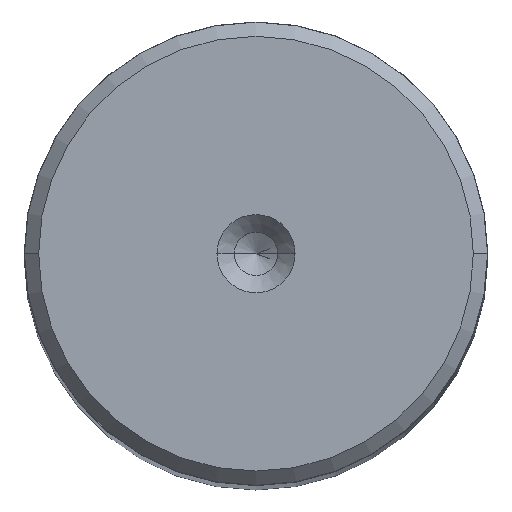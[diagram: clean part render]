
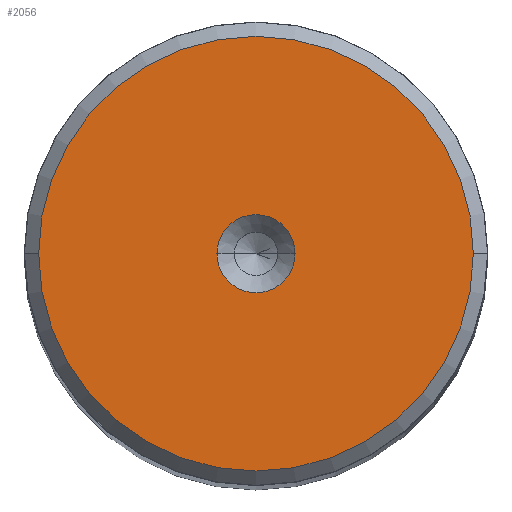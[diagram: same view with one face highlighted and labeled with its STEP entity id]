
A CAD part, top view. The second image highlights one B-rep face of the part: STEP entity #2056.
In plain terms, the highlighted planar face has unit normal (0, 0, 1).
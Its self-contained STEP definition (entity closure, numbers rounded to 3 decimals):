
#3 = DIRECTION ( 'NONE',  ( 0., 0., 1. ) ) ;
#19 = DIRECTION ( 'NONE',  ( 0., 0., 1. ) ) ;
#112 = EDGE_CURVE ( 'NONE', #448, #896, #412, .T. ) ;
#164 = AXIS2_PLACEMENT_3D ( 'NONE', #372, #19, #208 ) ;
#194 = DIRECTION ( 'NONE',  ( 1., 0., 0. ) ) ;
#208 = DIRECTION ( 'NONE',  ( 1., 0., 0. ) ) ;
#220 = CARTESIAN_POINT ( 'NONE',  ( -2.7, 0., 180. ) ) ;
#300 = VERTEX_POINT ( 'NONE', #318 ) ;
#318 = CARTESIAN_POINT ( 'NONE',  ( -15.012, 0., 180. ) ) ;
#340 = CARTESIAN_POINT ( 'NONE',  ( 0., 0., 180. ) ) ;
#372 = CARTESIAN_POINT ( 'NONE',  ( 0., 0., 180. ) ) ;
#377 = AXIS2_PLACEMENT_3D ( 'NONE', #2168, #456, #1996 ) ;
#412 = CIRCLE ( 'NONE', #377, 2.7 ) ;
#446 = ORIENTED_EDGE ( 'NONE', *, *, #112, .F. ) ;
#448 = VERTEX_POINT ( 'NONE', #725 ) ;
#456 = DIRECTION ( 'NONE',  ( 0., 0., 1. ) ) ;
#493 = FACE_OUTER_BOUND ( 'NONE', #685, .T. ) ;
#563 = PLANE ( 'NONE',  #164 ) ;
#677 = AXIS2_PLACEMENT_3D ( 'NONE', #1781, #2360, #1753 ) ;
#685 = EDGE_LOOP ( 'NONE', ( #1541, #1345 ) ) ;
#725 = CARTESIAN_POINT ( 'NONE',  ( 2.7, 0., 180. ) ) ;
#896 = VERTEX_POINT ( 'NONE', #220 ) ;
#1015 = AXIS2_PLACEMENT_3D ( 'NONE', #340, #3, #194 ) ;
#1067 = EDGE_CURVE ( 'NONE', #896, #448, #1282, .T. ) ;
#1104 = CIRCLE ( 'NONE', #1784, 15.012 ) ;
#1164 = DIRECTION ( 'NONE',  ( 1., 0., 0. ) ) ;
#1282 = CIRCLE ( 'NONE', #677, 2.7 ) ;
#1293 = EDGE_CURVE ( 'NONE', #2276, #300, #1997, .T. ) ;
#1345 = ORIENTED_EDGE ( 'NONE', *, *, #1293, .T. ) ;
#1347 = CARTESIAN_POINT ( 'NONE',  ( 0., 0., 180. ) ) ;
#1419 = CARTESIAN_POINT ( 'NONE',  ( 15.012, 0., 180. ) ) ;
#1499 = EDGE_CURVE ( 'NONE', #300, #2276, #1104, .T. ) ;
#1541 = ORIENTED_EDGE ( 'NONE', *, *, #1499, .T. ) ;
#1753 = DIRECTION ( 'NONE',  ( 1., 0., 0. ) ) ;
#1781 = CARTESIAN_POINT ( 'NONE',  ( 0., 0., 180. ) ) ;
#1784 = AXIS2_PLACEMENT_3D ( 'NONE', #1347, #2306, #1164 ) ;
#1890 = ORIENTED_EDGE ( 'NONE', *, *, #1067, .F. ) ;
#1996 = DIRECTION ( 'NONE',  ( 1., 0., 0. ) ) ;
#1997 = CIRCLE ( 'NONE', #1015, 15.012 ) ;
#2056 = ADVANCED_FACE ( 'NONE', ( #2169, #493 ), #563, .T. ) ;
#2168 = CARTESIAN_POINT ( 'NONE',  ( 0., 0., 180. ) ) ;
#2169 = FACE_BOUND ( 'NONE', #2335, .T. ) ;
#2276 = VERTEX_POINT ( 'NONE', #1419 ) ;
#2306 = DIRECTION ( 'NONE',  ( 0., 0., 1. ) ) ;
#2335 = EDGE_LOOP ( 'NONE', ( #446, #1890 ) ) ;
#2360 = DIRECTION ( 'NONE',  ( 0., 0., 1. ) ) ;
